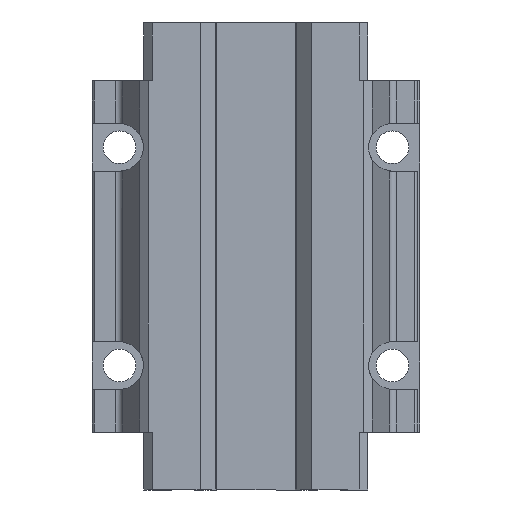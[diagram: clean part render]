
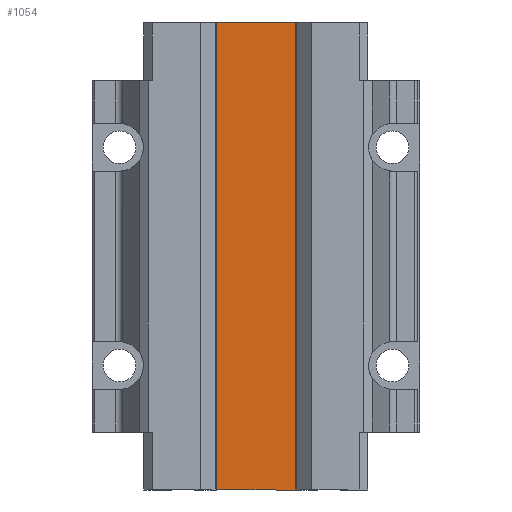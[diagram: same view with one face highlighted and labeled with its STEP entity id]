
A CAD part, front view. The second image highlights one B-rep face of the part: STEP entity #1054.
In plain terms, the highlighted planar face has unit normal (0, -1, 0).
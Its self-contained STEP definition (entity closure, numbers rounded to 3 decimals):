
#903 = VERTEX_POINT ( 'NONE', #8944 ) ;
#916 = EDGE_CURVE ( 'NONE', #903, #931, #8938, .T. ) ;
#931 = VERTEX_POINT ( 'NONE', #8982 ) ;
#954 = VERTEX_POINT ( 'NONE', #8962 ) ;
#969 = EDGE_CURVE ( 'NONE', #931, #954, #9010, .T. ) ;
#1000 = VERTEX_POINT ( 'NONE', #9036 ) ;
#1001 = EDGE_CURVE ( 'NONE', #954, #1000, #9035, .T. ) ;
#1040 = ORIENTED_EDGE ( 'NONE', *, *, #1053, .T. ) ;
#1041 = ORIENTED_EDGE ( 'NONE', *, *, #969, .T. ) ;
#1043 = ORIENTED_EDGE ( 'NONE', *, *, #916, .T. ) ;
#1047 = EDGE_LOOP ( 'NONE', ( #1049, #1040, #1043, #1041 ) ) ;
#1049 = ORIENTED_EDGE ( 'NONE', *, *, #1001, .T. ) ;
#1053 = EDGE_CURVE ( 'NONE', #1000, #903, #9065, .T. ) ;
#1054 = ADVANCED_FACE ( 'NONE', ( #9061 ), #9060, .T. ) ;
#8935 = DIRECTION ( 'NONE',  ( -1., 0., 0. ) ) ;
#8936 = VECTOR ( 'NONE', #8935, 1000. ) ;
#8937 = CARTESIAN_POINT ( 'NONE',  ( -14.4, 0., 85.6 ) ) ;
#8938 = LINE ( 'NONE', #8937, #8936 ) ;
#8944 = CARTESIAN_POINT ( 'NONE',  ( 14.4, 0., 85.6 ) ) ;
#8962 = CARTESIAN_POINT ( 'NONE',  ( -14.4, 0., -85.6 ) ) ;
#8982 = CARTESIAN_POINT ( 'NONE',  ( -14.4, 0., 85.6 ) ) ;
#9007 = DIRECTION ( 'NONE',  ( 0., 0., -1. ) ) ;
#9008 = VECTOR ( 'NONE', #9007, 1000. ) ;
#9009 = CARTESIAN_POINT ( 'NONE',  ( -14.4, 0., -64.4 ) ) ;
#9010 = LINE ( 'NONE', #9009, #9008 ) ;
#9032 = DIRECTION ( 'NONE',  ( 1., 0., 0. ) ) ;
#9033 = VECTOR ( 'NONE', #9032, 1000. ) ;
#9034 = CARTESIAN_POINT ( 'NONE',  ( -14.4, 0., -85.6 ) ) ;
#9035 = LINE ( 'NONE', #9034, #9033 ) ;
#9036 = CARTESIAN_POINT ( 'NONE',  ( 14.4, 0., -85.6 ) ) ;
#9056 = DIRECTION ( 'NONE',  ( 0., 0., -1. ) ) ;
#9057 = DIRECTION ( 'NONE',  ( 0., -1., 0. ) ) ;
#9058 = CARTESIAN_POINT ( 'NONE',  ( -14.4, 0., -64.4 ) ) ;
#9059 = AXIS2_PLACEMENT_3D ( 'NONE', #9058, #9057, #9056 ) ;
#9060 = PLANE ( 'NONE',  #9059 ) ;
#9061 = FACE_OUTER_BOUND ( 'NONE', #1047, .T. ) ;
#9062 = DIRECTION ( 'NONE',  ( 0., 0., 1. ) ) ;
#9063 = VECTOR ( 'NONE', #9062, 1000. ) ;
#9064 = CARTESIAN_POINT ( 'NONE',  ( 14.4, 0., -64.4 ) ) ;
#9065 = LINE ( 'NONE', #9064, #9063 ) ;
